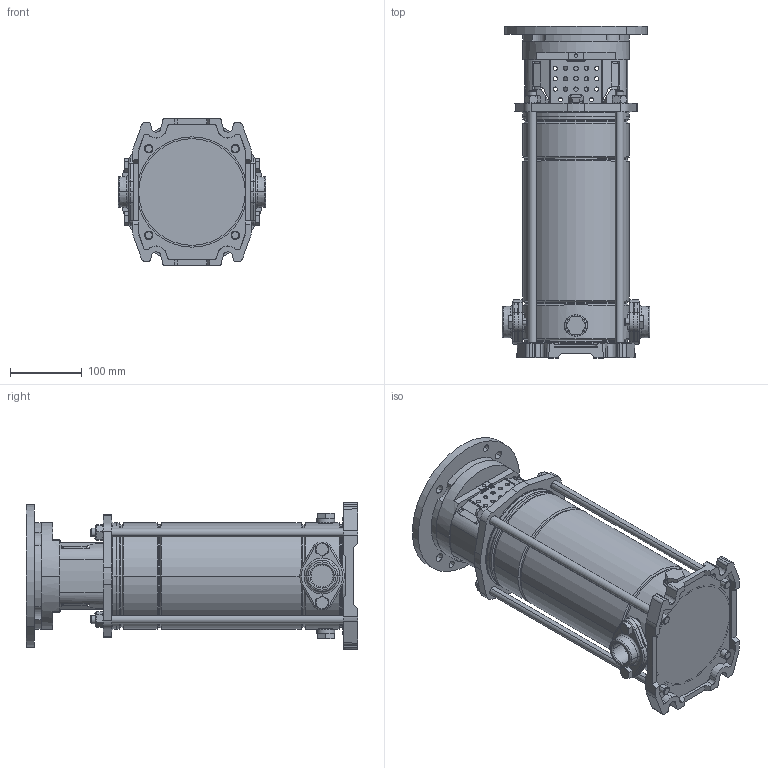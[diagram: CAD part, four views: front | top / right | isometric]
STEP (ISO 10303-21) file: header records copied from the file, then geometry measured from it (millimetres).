
FILE_DESCRIPTION (( 'STEP AP214' ), '1' );
FILE_NAME ('10007912swa01.step', '2021-06-29T15:00:29', ( '' ), ( '' ), 'SwSTEP 2.0', 'SolidWorks 2020', '' );
FILE_SCHEMA (( 'AUTOMOTIVE_DESIGN' ));
Length unit declared in the file: millimetre
Products named in the file (11): 10000015swn00_M10x20 A2; 10000005swn00_M12 õ; 10007646swp00_MXV 25-308 O; 10007641swp00; 10008798swn00_OR3181 - 45.69x2.62 - EPDM; 10007653swp00_M12X372; 4_92_266_REV00; 10007654swp00; 10007912swa01; 10008487swp00_LAVORATO; 10007431swp00_Flangia mot. 90
Assembly tree (22 placements, depth 2):
  10007912swa01
    10007641swp00
    10007646swp00_MXV 25-308 O
    10007654swp00
    10007431swp00_Flangia mot. 90
    10007653swp00_M12X372  x4
    10000005swn00_M12 õ  x4
    4_92_266_REV00  x2
    10008798swn00_OR3181 - 45.69x2.62 - EPDM  x2
    10008487swp00_LAVORATO  x2
    10000015swn00_M10x20 A2  x4
Bounding box: 206 x 463 x 205 mm (x, y, z)
Volume: 7504175.5 mm3; surface area: 671518.8 mm2
Topology: 24 solids, 25 shells, 1308 faces, 3244 edges, 2008 vertices
Faces by surface type: cylinder 483, plane 473, cone 208, torus 112, bspline 32
Entity records: 32589 total; most frequent: CARTESIAN_POINT 7537, DIRECTION 5268, ORIENTED_EDGE 4868, EDGE_CURVE 2434, AXIS2_PLACEMENT_3D 2040, VERTEX_POINT 1517, LINE 1188, VECTOR 1188
